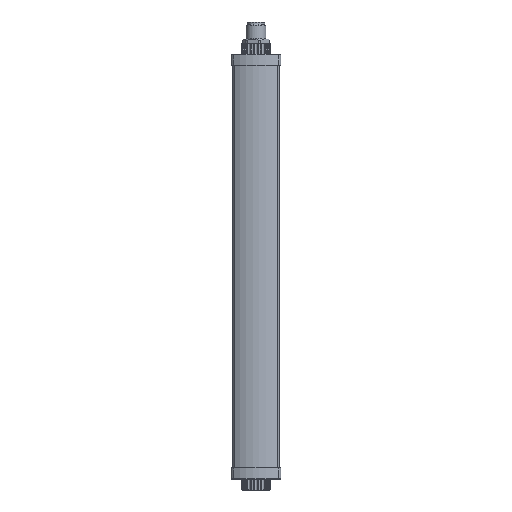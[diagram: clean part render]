
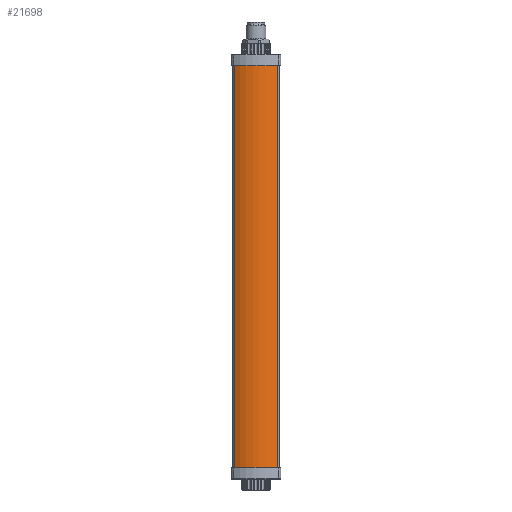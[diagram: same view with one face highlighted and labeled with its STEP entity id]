
A CAD part, left-side view. The second image highlights one B-rep face of the part: STEP entity #21698.
In plain terms, the highlighted cylindrical face has radius 25 mm (diameter 50 mm), a partial arc.
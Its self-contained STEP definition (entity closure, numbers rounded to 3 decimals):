
#2673 = EDGE_LOOP ( 'NONE', ( #7581, #19360, #27597, #33670 ) ) ;
#3700 = VERTEX_POINT ( 'NONE', #35028 ) ;
#4073 = DIRECTION ( 'NONE',  ( 0., 0., -1. ) ) ;
#5333 = EDGE_CURVE ( 'NONE', #44710, #3700, #23060, .T. ) ;
#5933 = CARTESIAN_POINT ( 'NONE',  ( -14.724, -17.475, -285.554 ) ) ;
#7581 = ORIENTED_EDGE ( 'NONE', *, *, #41696, .F. ) ;
#10463 = CIRCLE ( 'NONE', #18390, 25. ) ;
#11807 = VECTOR ( 'NONE', #21393, 1000. ) ;
#12930 = CARTESIAN_POINT ( 'NONE',  ( -14.724, -17.475, -255. ) ) ;
#13474 = CARTESIAN_POINT ( 'NONE',  ( -14.724, 8.643, 0. ) ) ;
#14021 = CARTESIAN_POINT ( 'NONE',  ( 6.594, -4.416, -255. ) ) ;
#18296 = DIRECTION ( 'NONE',  ( 0., 0., -1. ) ) ;
#18390 = AXIS2_PLACEMENT_3D ( 'NONE', #14021, #18296, #41596 ) ;
#19360 = ORIENTED_EDGE ( 'NONE', *, *, #39792, .T. ) ;
#21393 = DIRECTION ( 'NONE',  ( 0., 0., 1. ) ) ;
#21698 = ADVANCED_FACE ( 'NONE', ( #37811 ), #29683, .T. ) ;
#23060 = LINE ( 'NONE', #38118, #30521 ) ;
#26199 = DIRECTION ( 'NONE',  ( 0., 0., 1. ) ) ;
#26243 = DIRECTION ( 'NONE',  ( 0., 0., 1. ) ) ;
#26719 = DIRECTION ( 'NONE',  ( 1., 0., 0. ) ) ;
#27597 = ORIENTED_EDGE ( 'NONE', *, *, #44381, .F. ) ;
#27685 = CARTESIAN_POINT ( 'NONE',  ( -14.724, -17.475, 0. ) ) ;
#28698 = AXIS2_PLACEMENT_3D ( 'NONE', #44840, #26199, #37350 ) ;
#29683 = CYLINDRICAL_SURFACE ( 'NONE', #28698, 25. ) ;
#30521 = VECTOR ( 'NONE', #4073, 1000. ) ;
#31463 = AXIS2_PLACEMENT_3D ( 'NONE', #44879, #26243, #26719 ) ;
#33670 = ORIENTED_EDGE ( 'NONE', *, *, #5333, .T. ) ;
#33725 = VERTEX_POINT ( 'NONE', #27685 ) ;
#34324 = LINE ( 'NONE', #5933, #11807 ) ;
#35028 = CARTESIAN_POINT ( 'NONE',  ( -14.724, 8.643, -255. ) ) ;
#37350 = DIRECTION ( 'NONE',  ( 1., 0., 0. ) ) ;
#37811 = FACE_OUTER_BOUND ( 'NONE', #2673, .T. ) ;
#38118 = CARTESIAN_POINT ( 'NONE',  ( -14.724, 8.643, -285.554 ) ) ;
#39792 = EDGE_CURVE ( 'NONE', #45907, #33725, #34324, .T. ) ;
#40170 = CIRCLE ( 'NONE', #31463, 25. ) ;
#41596 = DIRECTION ( 'NONE',  ( 1., 0., 0. ) ) ;
#41696 = EDGE_CURVE ( 'NONE', #45907, #3700, #10463, .T. ) ;
#44381 = EDGE_CURVE ( 'NONE', #44710, #33725, #40170, .T. ) ;
#44710 = VERTEX_POINT ( 'NONE', #13474 ) ;
#44840 = CARTESIAN_POINT ( 'NONE',  ( 6.594, -4.416, -285.554 ) ) ;
#44879 = CARTESIAN_POINT ( 'NONE',  ( 6.594, -4.416, 0. ) ) ;
#45907 = VERTEX_POINT ( 'NONE', #12930 ) ;
